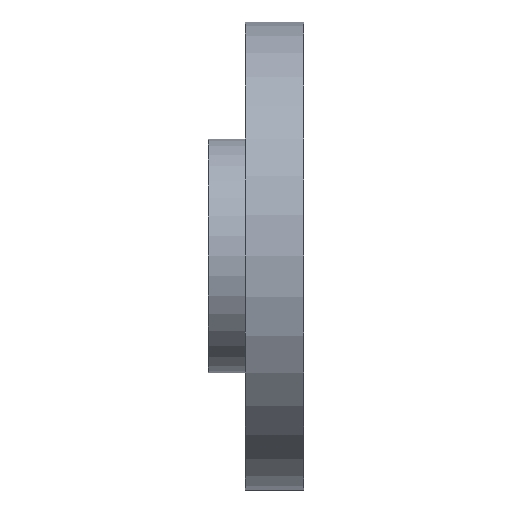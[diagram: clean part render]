
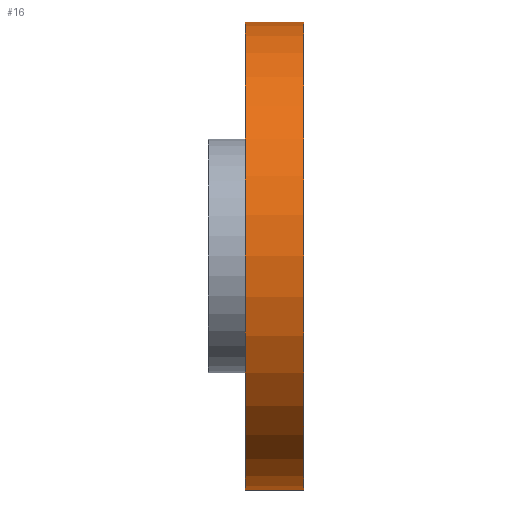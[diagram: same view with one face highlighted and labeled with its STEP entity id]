
A CAD part, left-side view. The second image highlights one B-rep face of the part: STEP entity #16.
In plain terms, the highlighted cylindrical face has radius 12.696 mm (diameter 25.392 mm), a partial arc.
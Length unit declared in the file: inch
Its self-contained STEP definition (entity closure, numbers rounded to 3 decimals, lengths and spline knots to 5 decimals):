
#16 = ADVANCED_FACE ( 'NONE', ( #214 ), #436, .T. ) ;
#65 = VERTEX_POINT ( 'NONE', #499 ) ;
#70 = CARTESIAN_POINT ( 'NONE',  ( 0., 0.125, 0.49985 ) ) ;
#77 = CARTESIAN_POINT ( 'NONE',  ( 0., 0.125, 0.49985 ) ) ;
#84 = CARTESIAN_POINT ( 'NONE',  ( 0., 0., 0.49985 ) ) ;
#100 = ORIENTED_EDGE ( 'NONE', *, *, #718, .F. ) ;
#177 = ORIENTED_EDGE ( 'NONE', *, *, #677, .T. ) ;
#183 = EDGE_CURVE ( 'NONE', #820, #566, #269, .T. ) ;
#196 = DIRECTION ( 'NONE',  ( 0., 1., 0. ) ) ;
#203 = DIRECTION ( 'NONE',  ( 0., -1., 0. ) ) ;
#204 = VECTOR ( 'NONE', #203, 39.37008 ) ;
#211 = DIRECTION ( 'NONE',  ( 0., -1., 0. ) ) ;
#214 = FACE_OUTER_BOUND ( 'NONE', #613, .T. ) ;
#224 = CARTESIAN_POINT ( 'NONE',  ( 0., 0.125, -0.49985 ) ) ;
#249 = CARTESIAN_POINT ( 'NONE',  ( 0., 0., 0. ) ) ;
#257 = ORIENTED_EDGE ( 'NONE', *, *, #183, .T. ) ;
#269 = CIRCLE ( 'NONE', #922, 0.49985 ) ;
#302 = CARTESIAN_POINT ( 'NONE',  ( 0., 0.125, 0. ) ) ;
#349 = ORIENTED_EDGE ( 'NONE', *, *, #716, .F. ) ;
#359 = DIRECTION ( 'NONE',  ( 0., 0., -1. ) ) ;
#381 = AXIS2_PLACEMENT_3D ( 'NONE', #302, #211, #359 ) ;
#387 = CARTESIAN_POINT ( 'NONE',  ( 0., 0., -0.49985 ) ) ;
#394 = AXIS2_PLACEMENT_3D ( 'NONE', #647, #585, #512 ) ;
#397 = DIRECTION ( 'NONE',  ( 0., 0., 1. ) ) ;
#436 = CYLINDRICAL_SURFACE ( 'NONE', #381, 0.49985 ) ;
#449 = DIRECTION ( 'NONE',  ( 0., -1., 0. ) ) ;
#486 = LINE ( 'NONE', #224, #849 ) ;
#499 = CARTESIAN_POINT ( 'NONE',  ( 0., 0.125, -0.49985 ) ) ;
#512 = DIRECTION ( 'NONE',  ( 0., 0., 1. ) ) ;
#566 = VERTEX_POINT ( 'NONE', #84 ) ;
#585 = DIRECTION ( 'NONE',  ( 0., 1., 0. ) ) ;
#603 = LINE ( 'NONE', #70, #204 ) ;
#613 = EDGE_LOOP ( 'NONE', ( #100, #349, #177, #257 ) ) ;
#643 = CIRCLE ( 'NONE', #394, 0.49985 ) ;
#647 = CARTESIAN_POINT ( 'NONE',  ( 0., 0.125, 0. ) ) ;
#677 = EDGE_CURVE ( 'NONE', #65, #820, #486, .T. ) ;
#716 = EDGE_CURVE ( 'NONE', #65, #889, #643, .T. ) ;
#718 = EDGE_CURVE ( 'NONE', #889, #566, #603, .T. ) ;
#820 = VERTEX_POINT ( 'NONE', #387 ) ;
#849 = VECTOR ( 'NONE', #449, 39.37008 ) ;
#889 = VERTEX_POINT ( 'NONE', #77 ) ;
#922 = AXIS2_PLACEMENT_3D ( 'NONE', #249, #196, #397 ) ;
